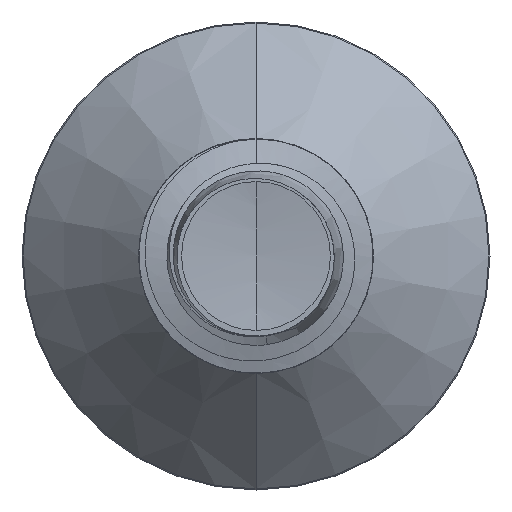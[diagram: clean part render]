
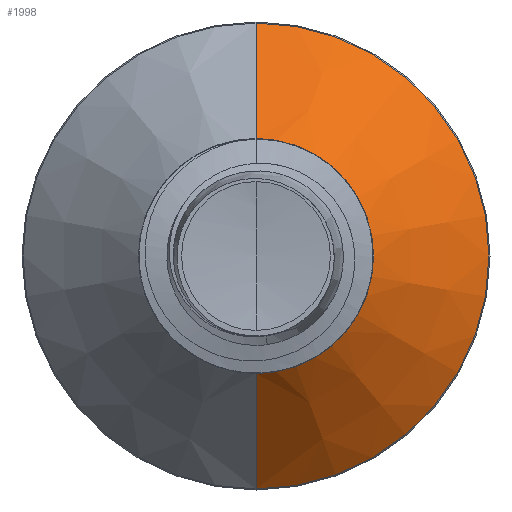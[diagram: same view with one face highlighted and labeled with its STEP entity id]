
A CAD part, front view. The second image highlights one B-rep face of the part: STEP entity #1998.
In plain terms, the highlighted conical face has half-angle 45 degrees and reference radius 1.256 mm.
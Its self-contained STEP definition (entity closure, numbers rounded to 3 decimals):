
#68 = CARTESIAN_POINT ( 'NONE',  ( 0., 3.206, 0. ) ) ;
#234 = AXIS2_PLACEMENT_3D ( 'NONE', #1054, #1031, #1000 ) ;
#450 = CARTESIAN_POINT ( 'NONE',  ( 0., 4.439, 2.489 ) ) ;
#483 = ORIENTED_EDGE ( 'NONE', *, *, #11442, .F. ) ;
#1000 = DIRECTION ( 'NONE',  ( 0., 0., 1. ) ) ;
#1031 = DIRECTION ( 'NONE',  ( 0., 1., 0. ) ) ;
#1054 = CARTESIAN_POINT ( 'NONE',  ( 0., 3.206, 0. ) ) ;
#1348 = DIRECTION ( 'NONE',  ( 0., 0., 1. ) ) ;
#1686 = DIRECTION ( 'NONE',  ( 0., 1., 0. ) ) ;
#1998 = ADVANCED_FACE ( 'NONE', ( #14640 ), #8617, .T. ) ;
#2190 = VERTEX_POINT ( 'NONE', #450 ) ;
#3016 = EDGE_LOOP ( 'NONE', ( #7390, #3482, #483, #10555 ) ) ;
#3048 = CARTESIAN_POINT ( 'NONE',  ( 0., 3.206, -1.256 ) ) ;
#3319 = CARTESIAN_POINT ( 'NONE',  ( 0., 3.206, 1.256 ) ) ;
#3479 = LINE ( 'NONE', #3319, #12097 ) ;
#3482 = ORIENTED_EDGE ( 'NONE', *, *, #6904, .T. ) ;
#3642 = CIRCLE ( 'NONE', #5887, 1.256 ) ;
#4330 = CIRCLE ( 'NONE', #12904, 2.489 ) ;
#4794 = VERTEX_POINT ( 'NONE', #6020 ) ;
#4954 = CARTESIAN_POINT ( 'NONE',  ( 0., 3.206, -1.256 ) ) ;
#5502 = EDGE_CURVE ( 'NONE', #4794, #2190, #3479, .T. ) ;
#5672 = VECTOR ( 'NONE', #11240, 1000. ) ;
#5887 = AXIS2_PLACEMENT_3D ( 'NONE', #68, #8521, #1348 ) ;
#6020 = CARTESIAN_POINT ( 'NONE',  ( 0., 3.206, 1.256 ) ) ;
#6142 = EDGE_CURVE ( 'NONE', #4794, #8606, #3642, .T. ) ;
#6904 = EDGE_CURVE ( 'NONE', #8606, #12065, #9173, .T. ) ;
#7390 = ORIENTED_EDGE ( 'NONE', *, *, #6142, .T. ) ;
#7478 = CARTESIAN_POINT ( 'NONE',  ( 0., 4.439, -2.489 ) ) ;
#8055 = DIRECTION ( 'NONE',  ( 0., 0.707, 0.707 ) ) ;
#8521 = DIRECTION ( 'NONE',  ( 0., 1., 0. ) ) ;
#8606 = VERTEX_POINT ( 'NONE', #4954 ) ;
#8617 = CONICAL_SURFACE ( 'NONE', #234, 1.256, 0.785 ) ;
#8834 = CARTESIAN_POINT ( 'NONE',  ( 0., 4.439, 0. ) ) ;
#9173 = LINE ( 'NONE', #3048, #5672 ) ;
#10012 = DIRECTION ( 'NONE',  ( 0., 0., 1. ) ) ;
#10555 = ORIENTED_EDGE ( 'NONE', *, *, #5502, .F. ) ;
#11240 = DIRECTION ( 'NONE',  ( 0., 0.707, -0.707 ) ) ;
#11442 = EDGE_CURVE ( 'NONE', #2190, #12065, #4330, .T. ) ;
#12065 = VERTEX_POINT ( 'NONE', #7478 ) ;
#12097 = VECTOR ( 'NONE', #8055, 1000. ) ;
#12904 = AXIS2_PLACEMENT_3D ( 'NONE', #8834, #1686, #10012 ) ;
#14640 = FACE_OUTER_BOUND ( 'NONE', #3016, .T. ) ;
